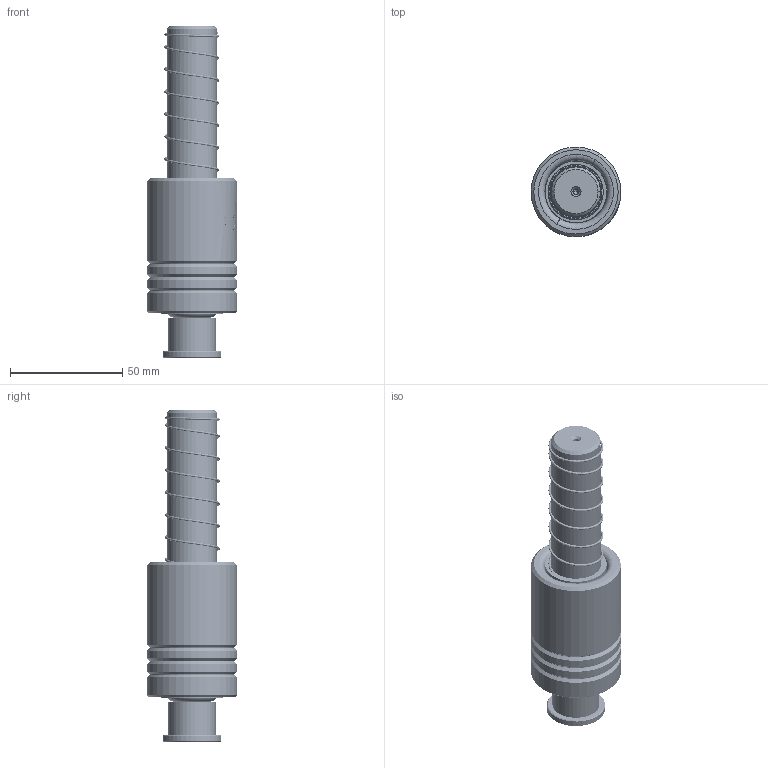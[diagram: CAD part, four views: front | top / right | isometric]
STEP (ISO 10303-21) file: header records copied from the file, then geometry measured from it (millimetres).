
FILE_DESCRIPTION (( 'STEP AP214' ), '1' );
FILE_NAME ('LKSH LKJH-D22-L130(BL-60).STEP', '2021-08-12T02:35:03', ( '' ), ( '' ), 'SwSTEP 2.0', 'SolidWorks 2016', '' );
FILE_SCHEMA (( 'AUTOMOTIVE_DESIGN' ));
Length unit declared in the file: millimetre
Products named in the file (301): BALL-D3; BSH-27.5-22.5-L60; HWP-D24.5-d22.5-L70; BSH-D27.5-d22.5-L60郪蚾; GTK-D26-d21; LKSH LKJH-D22-L130(BL-60); TBB-D40-d28-L60; DSPK-D22-L130
Assembly tree (295 placements, depth 3):
  BALL-D3
  BALL-D3
  BALL-D3
  BALL-D3
  BALL-D3
Bounding box: 40 x 40 x 148 mm (x, y, z)
Volume: 100209.6 mm3; surface area: 52827.2 mm2
Topology: 291 solids, 291 shells, 1282 faces, 5525 edges, 3666 vertices
Faces by surface type: sphere 1144, cone 44, cylinder 38, plane 22, torus 20, bspline 14
Entity records: 56010 total; most frequent: CARTESIAN_POINT 32221, ORIENTED_EDGE 4168, DIRECTION 3572, EDGE_CURVE 2084, AXIS2_PLACEMENT_3D 1727, VERTEX_POINT 1366, EDGE_LOOP 1272, B_SPLINE_CURVE_WITH_KNOTS 1241
